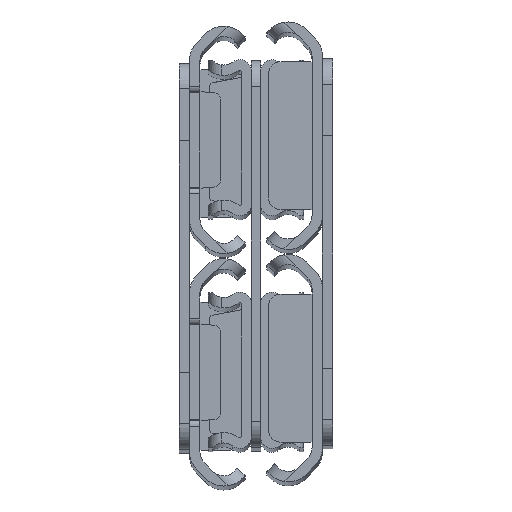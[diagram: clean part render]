
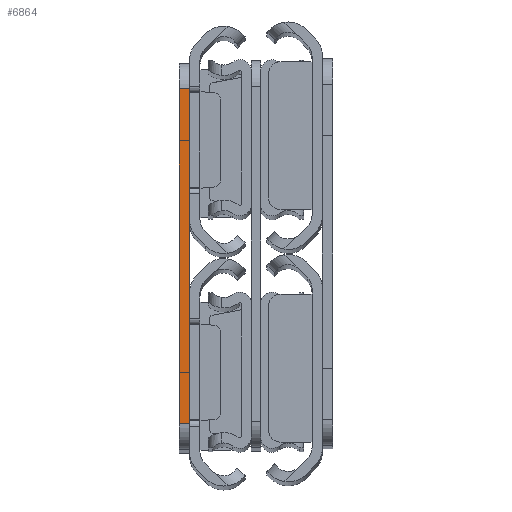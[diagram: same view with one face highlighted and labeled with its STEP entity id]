
A CAD part, top view. The second image highlights one B-rep face of the part: STEP entity #6864.
In plain terms, the highlighted planar face has unit normal (0, 0, 1).
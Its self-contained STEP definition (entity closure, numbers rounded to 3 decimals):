
#61 = EDGE_LOOP ( 'NONE', ( #7111, #7320, #1337, #1491 ) ) ;
#111 = PLANE ( 'NONE',  #4492 ) ;
#642 = VERTEX_POINT ( 'NONE', #5993 ) ;
#1189 = EDGE_CURVE ( 'NONE', #4631, #6527, #6133, .T. ) ;
#1337 = ORIENTED_EDGE ( 'NONE', *, *, #6539, .F. ) ;
#1491 = ORIENTED_EDGE ( 'NONE', *, *, #4267, .T. ) ;
#1541 = VERTEX_POINT ( 'NONE', #2033 ) ;
#2033 = CARTESIAN_POINT ( 'NONE',  ( -1.6, 26., 0. ) ) ;
#2507 = DIRECTION ( 'NONE',  ( 0., 0., 1. ) ) ;
#2697 = DIRECTION ( 'NONE',  ( 1., 0., 0. ) ) ;
#2848 = DIRECTION ( 'NONE',  ( -1., 0., 0. ) ) ;
#2987 = DIRECTION ( 'NONE',  ( 1., 0., 0. ) ) ;
#3118 = VECTOR ( 'NONE', #2848, 1000. ) ;
#3751 = VECTOR ( 'NONE', #7316, 1000. ) ;
#3915 = CARTESIAN_POINT ( 'NONE',  ( 0., 0., 0. ) ) ;
#4240 = CARTESIAN_POINT ( 'NONE',  ( -1.6, 0., 0. ) ) ;
#4267 = EDGE_CURVE ( 'NONE', #642, #1541, #6861, .T. ) ;
#4363 = CARTESIAN_POINT ( 'NONE',  ( 0., -26., 0. ) ) ;
#4384 = EDGE_CURVE ( 'NONE', #1541, #4631, #4481, .T. ) ;
#4388 = CARTESIAN_POINT ( 'NONE',  ( -1.6, -26., 0. ) ) ;
#4481 = LINE ( 'NONE', #5654, #7106 ) ;
#4492 = AXIS2_PLACEMENT_3D ( 'NONE', #4240, #2507, #2987 ) ;
#4584 = CARTESIAN_POINT ( 'NONE',  ( -1.6, 26., 0. ) ) ;
#4631 = VERTEX_POINT ( 'NONE', #6063 ) ;
#4764 = DIRECTION ( 'NONE',  ( 0., -1., 0. ) ) ;
#5654 = CARTESIAN_POINT ( 'NONE',  ( -1.6, 0., 0. ) ) ;
#5993 = CARTESIAN_POINT ( 'NONE',  ( 0., 26., 0. ) ) ;
#6063 = CARTESIAN_POINT ( 'NONE',  ( -1.6, -26., 0. ) ) ;
#6133 = LINE ( 'NONE', #4388, #6603 ) ;
#6527 = VERTEX_POINT ( 'NONE', #4363 ) ;
#6539 = EDGE_CURVE ( 'NONE', #642, #6527, #6755, .T. ) ;
#6603 = VECTOR ( 'NONE', #2697, 1000. ) ;
#6755 = LINE ( 'NONE', #3915, #3751 ) ;
#6861 = LINE ( 'NONE', #4584, #3118 ) ;
#6864 = ADVANCED_FACE ( 'NONE', ( #7184 ), #111, .T. ) ;
#7106 = VECTOR ( 'NONE', #4764, 1000. ) ;
#7111 = ORIENTED_EDGE ( 'NONE', *, *, #4384, .T. ) ;
#7184 = FACE_OUTER_BOUND ( 'NONE', #61, .T. ) ;
#7316 = DIRECTION ( 'NONE',  ( 0., -1., 0. ) ) ;
#7320 = ORIENTED_EDGE ( 'NONE', *, *, #1189, .T. ) ;
